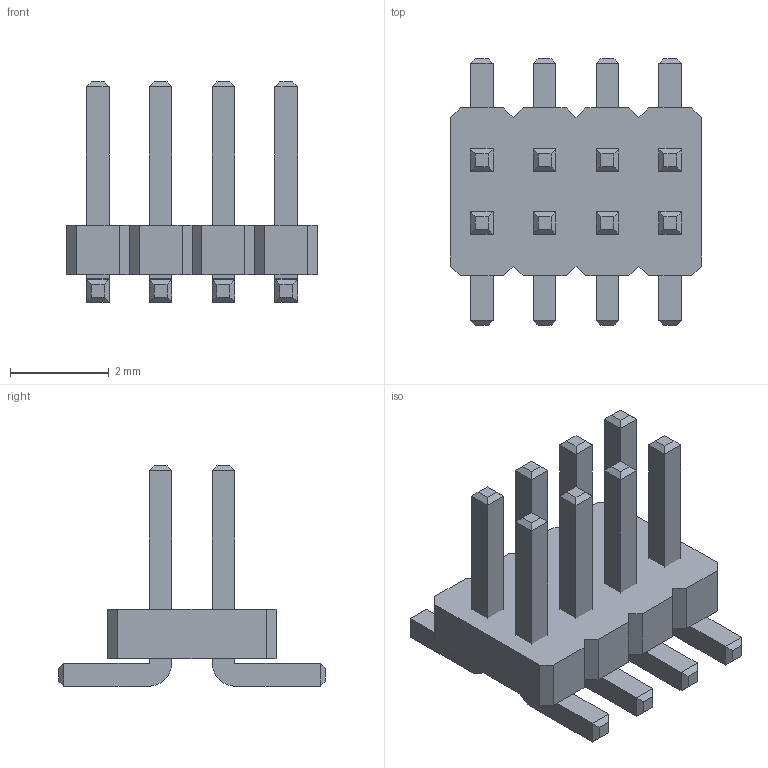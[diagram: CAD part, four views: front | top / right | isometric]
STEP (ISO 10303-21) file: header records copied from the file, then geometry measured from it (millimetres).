
FILE_DESCRIPTION (( 'STEP AP214' ), '1' );
FILE_NAME ('B222F32C-4827-4731-807D-AD4762AC3302.STEP', '2022-12-21T10:28:22', ( '' ), ( '' ), 'SwSTEP 2.0', 'SolidWorks 2022', '' );
FILE_SCHEMA (( 'AUTOMOTIVE_DESIGN' ));
Length unit declared in the file: millimetre
Products named in the file (1): B222F32C-4827-4731-807D-AD4762AC3302
Bounding box: 5.08 x 5.4 x 4.46 mm (x, y, z)
Volume: 27.3 mm3; surface area: 143.9 mm2
Topology: 9 solids, 9 shells, 172 faces, 398 edges, 244 vertices
Faces by surface type: plane 156, cylinder 16
Entity records: 4828 total; most frequent: CARTESIAN_POINT 815, ORIENTED_EDGE 796, DIRECTION 776, EDGE_CURVE 398, VECTOR 366, LINE 366, VERTEX_POINT 244, AXIS2_PLACEMENT_3D 205
